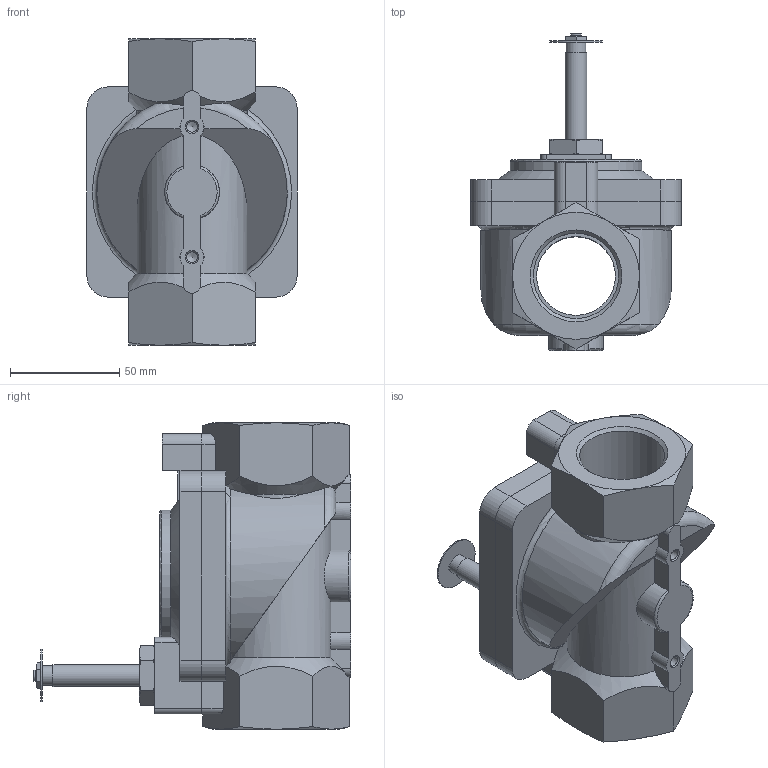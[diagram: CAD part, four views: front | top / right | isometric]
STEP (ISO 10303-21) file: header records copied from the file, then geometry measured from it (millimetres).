
FILE_DESCRIPTION(/* description */ ('STEP AP214'),/* implementation_level */ '2;1');
FILE_NAME(/* name */ '546167_VZWM-L-M22C-G114-F5-R1',/* time_stamp */ '2024-09-18T10:23:53+02:00',/* author */ ('License CC BY-ND 4.0'),/* organization */ ('CADENAS'),/* preprocessor_version */ 'ST-DEVELOPER v19.3',/* originating_system */ 'PARTsolutions',/* authorisation */ ' ');
FILE_SCHEMA (('AUTOMOTIVE_DESIGN {1 0 10303 214 3 1 1}'));
Length unit declared in the file: millimetre
Products named in the file (3): 546167 VZWM-L-M22C-G114-F5-R1; 546167VZWM-L-M22C-G114-F5-R1_H; 546167VZWM-L-M22C-G114-F5-R1_T
Assembly tree (2 placements, depth 2):
  546167 VZWM-L-M22C-G114-F5-R1
    546167VZWM-L-M22C-G114-F5-R1_H
    546167VZWM-L-M22C-G114-F5-R1_T
Bounding box: 96 x 145 x 140 mm (x, y, z)
Volume: 509465.2 mm3; surface area: 93851.3 mm2
Topology: 2 solids, 2 shells, 189 faces, 486 edges, 309 vertices
Faces by surface type: plane 87, cone 49, cylinder 46, torus 7
Full cylindrical faces by diameter (mm): 4.917 x2, 5 x1, 9 x5, 10 x1, 24 x1, 36 x1, 38.952 x2
Entity records: 5919 total; most frequent: CARTESIAN_POINT 1488, ORIENTED_EDGE 920, DIRECTION 854, EDGE_CURVE 460, AXIS2_PLACEMENT_3D 336, VERTEX_POINT 306, FACE_BOUND 230, EDGE_LOOP 228
